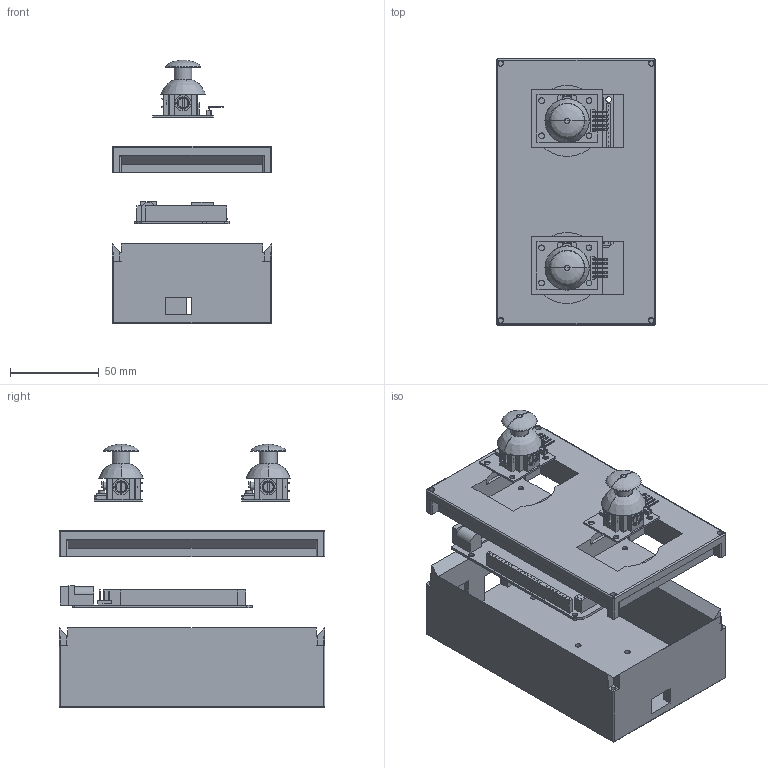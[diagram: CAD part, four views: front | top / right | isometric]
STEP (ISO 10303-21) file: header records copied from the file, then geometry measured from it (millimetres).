
FILE_DESCRIPTION(/* description */ (''),/* implementation_level */ '2;1');
FILE_NAME(/* name */ 'Controller.step',/* time_stamp */ '2025-06-26T11:58:14-04:00',/* author */ (''),/* organization */ (''),/* preprocessor_version */ 'ST-DEVELOPER v20.1',/* originating_system */ 'Autodesk Translation Framework v14.10.0.0',/* authorisation */ '');
FILE_SCHEMA (('AUTOMOTIVE_DESIGN { 1 0 10303 214 3 1 1 }'));
Length unit declared in the file: millimetre
Products named in the file (5): 2025-06-26-10-03-48-446; 2025-06-26-10-18-26-315; 2025-06-26-14-20-46-947; 2025-06-26-11-02-11-936; Joystick HW504 Board.SLDPRT
Assembly tree (5 placements, depth 2):
  2025-06-26-10-03-48-446
    2025-06-26-10-18-26-315
    2025-06-26-14-20-46-947
    2025-06-26-11-02-11-936
    Joystick HW504 Board.SLDPRT  x2
Bounding box: 90 x 150 x 148.51 mm (x, y, z)
Volume: 308008.7 mm3; surface area: 135317.3 mm2
Topology: 5 solids, 5 shells, 1265 faces, 3132 edges, 2030 vertices
Faces by surface type: plane 975, cylinder 239, bspline 27, torus 20, sphere 4
Full cylindrical faces by diameter (mm): 0.3 x8, 2.5 x1, 2.8 x2, 2.93 x4, 3 x3, 3.2 x28, 3.3 x4, 3.5 x2, 4.3 x2, 5.5 x4, 6 x5, 8.812 x2, 9.6 x2, 10 x2
Entity records: 32109 total; most frequent: CARTESIAN_POINT 6803, ORIENTED_EDGE 4974, DIRECTION 4774, EDGE_CURVE 2487, LINE 2126, VECTOR 2126, VERTEX_POINT 1619, AXIS2_PLACEMENT_3D 1324
